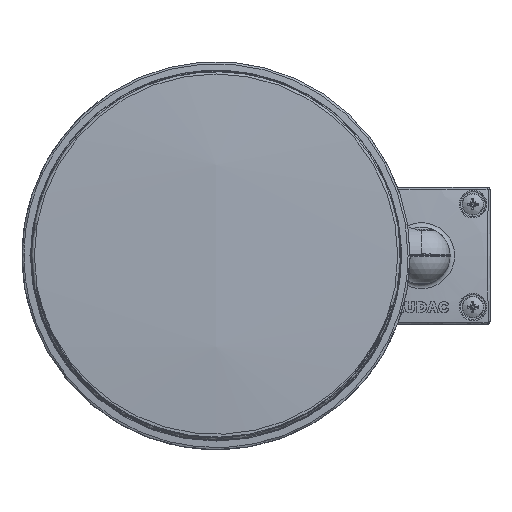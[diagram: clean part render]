
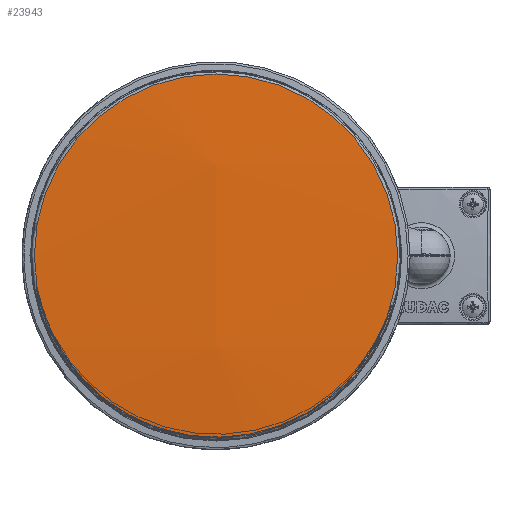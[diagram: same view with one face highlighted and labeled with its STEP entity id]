
A CAD part, front view. The second image highlights one B-rep face of the part: STEP entity #23943.
In plain terms, the highlighted spherical face has radius 1000 mm.
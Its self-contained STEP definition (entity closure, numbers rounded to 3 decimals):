
#666=SPHERICAL_SURFACE('',#25513,1000.);
#2045=FACE_OUTER_BOUND('',#3475,.T.);
#3475=EDGE_LOOP('',(#15278));
#7983=CIRCLE('',#25514,79.603);
#9249=VERTEX_POINT('',#35096);
#11592=EDGE_CURVE('',#9249,#9249,#7983,.T.);
#15278=ORIENTED_EDGE('',*,*,#11592,.T.);
#23943=ADVANCED_FACE('',(#2045),#666,.T.);
#25513=AXIS2_PLACEMENT_3D('',#35095,#28017,#28018);
#25514=AXIS2_PLACEMENT_3D('',#35097,#28019,#28020);
#28017=DIRECTION('center_axis',(1.,0.,0.));
#28018=DIRECTION('ref_axis',(0.,0.,-1.));
#28019=DIRECTION('center_axis',(0.,-1.,0.));
#28020=DIRECTION('ref_axis',(-1.,0.,0.));
#35095=CARTESIAN_POINT('Origin',(0.,780.23,
-1.664));
#35096=CARTESIAN_POINT('',(-79.603,-216.596,-1.664));
#35097=CARTESIAN_POINT('Origin',(0.,-216.596,
-1.664));
